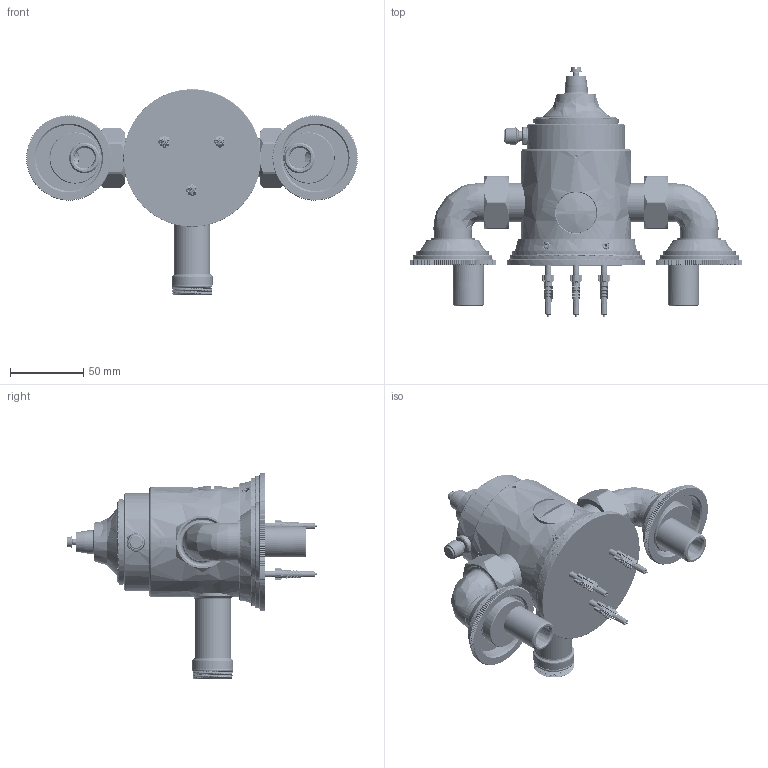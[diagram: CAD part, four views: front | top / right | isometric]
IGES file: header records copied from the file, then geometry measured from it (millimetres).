
Global section: file name: V640; native system: Autodesk Inventor 2018; preprocessor: unknown; author: gwilkes; date: 20190709.145338; units: millimetre
Bounding box: 226.95 x 170.6 x 140.5 mm (x, y, z)
Volume: 527108 mm3; surface area: 237142.3 mm2
Topology: 59 solids, 59 shells, 3513 faces, 9404 edges, 6077 vertices
Faces by surface type: bspline 3513
